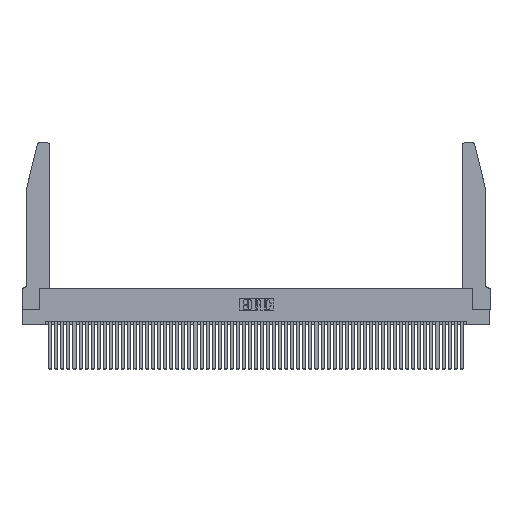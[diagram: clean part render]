
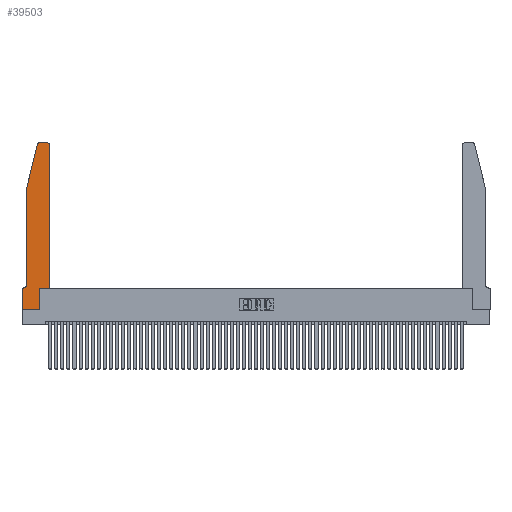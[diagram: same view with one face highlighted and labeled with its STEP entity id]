
A CAD part, top view. The second image highlights one B-rep face of the part: STEP entity #39503.
In plain terms, the highlighted planar face has unit normal (0, 0, 1).
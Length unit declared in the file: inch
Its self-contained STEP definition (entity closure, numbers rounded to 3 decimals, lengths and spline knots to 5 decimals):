
#1013 = VERTEX_POINT ( 'NONE', #37552 ) ;
#1231 = CARTESIAN_POINT ( 'NONE',  ( 0.4505, 0.35, 0.37 ) ) ;
#1463 = DIRECTION ( 'NONE',  ( -0.239, -0.971, 0. ) ) ;
#1627 = VECTOR ( 'NONE', #25663, 39.37008 ) ;
#1854 = CARTESIAN_POINT ( 'NONE',  ( 0., 0., 0.37 ) ) ;
#2608 = VERTEX_POINT ( 'NONE', #28705 ) ;
#2628 = EDGE_CURVE ( 'NONE', #43570, #9822, #46371, .T. ) ;
#2693 = DIRECTION ( 'NONE',  ( -1., 0., 0. ) ) ;
#3204 = DIRECTION ( 'NONE',  ( 1., 0., 0. ) ) ;
#3705 = ORIENTED_EDGE ( 'NONE', *, *, #22395, .T. ) ;
#6868 = ORIENTED_EDGE ( 'NONE', *, *, #46547, .T. ) ;
#6966 = VERTEX_POINT ( 'NONE', #44474 ) ;
#7993 = CARTESIAN_POINT ( 'NONE',  ( 0.0755, 2., 0.37 ) ) ;
#8920 = EDGE_CURVE ( 'NONE', #6966, #18970, #24097, .T. ) ;
#8961 = EDGE_CURVE ( 'NONE', #10317, #24223, #45136, .T. ) ;
#9188 = CARTESIAN_POINT ( 'NONE',  ( 0.284, 2.72, 0.37 ) ) ;
#9740 = ORIENTED_EDGE ( 'NONE', *, *, #8961, .T. ) ;
#9822 = VERTEX_POINT ( 'NONE', #50109 ) ;
#10153 = LINE ( 'NONE', #28479, #31553 ) ;
#10162 = EDGE_CURVE ( 'NONE', #24029, #51771, #48576, .T. ) ;
#10317 = VERTEX_POINT ( 'NONE', #11170 ) ;
#11170 = CARTESIAN_POINT ( 'NONE',  ( 0.4505, 0.35, 0.37 ) ) ;
#11853 = DIRECTION ( 'NONE',  ( 0., 0., -1. ) ) ;
#12699 = VECTOR ( 'NONE', #52384, 39.37008 ) ;
#12846 = VERTEX_POINT ( 'NONE', #13731 ) ;
#13624 = DIRECTION ( 'NONE',  ( 1., 0., 0. ) ) ;
#13731 = CARTESIAN_POINT ( 'NONE',  ( 0., 0.35, 0.37 ) ) ;
#13754 = DIRECTION ( 'NONE',  ( 1., 0., 0. ) ) ;
#13836 = ORIENTED_EDGE ( 'NONE', *, *, #36708, .T. ) ;
#13851 = ORIENTED_EDGE ( 'NONE', *, *, #52439, .T. ) ;
#14026 = CARTESIAN_POINT ( 'NONE',  ( 0.4505, 2.72, 0.37 ) ) ;
#14455 = CARTESIAN_POINT ( 'NONE',  ( 0.0755, 2., 0.37 ) ) ;
#14608 = LINE ( 'NONE', #33965, #1627 ) ;
#16043 = AXIS2_PLACEMENT_3D ( 'NONE', #24749, #29005, #3204 ) ;
#16183 = EDGE_LOOP ( 'NONE', ( #3705, #36513, #45651, #13851, #38472, #45545, #40403, #51539, #42296, #13836, #9740, #6868 ) ) ;
#16197 = DIRECTION ( 'NONE',  ( 0., 0., 1. ) ) ;
#16639 = CARTESIAN_POINT ( 'NONE',  ( 0.0755, 2., 0.37 ) ) ;
#17969 = VERTEX_POINT ( 'NONE', #32867 ) ;
#18970 = VERTEX_POINT ( 'NONE', #35172 ) ;
#22395 = EDGE_CURVE ( 'NONE', #2608, #17969, #10153, .T. ) ;
#22752 = VECTOR ( 'NONE', #27447, 39.37008 ) ;
#22828 = CARTESIAN_POINT ( 'NONE',  ( 0.2865, 0.35, 0.37 ) ) ;
#23282 = CIRCLE ( 'NONE', #44207, 0.03 ) ;
#24029 = VERTEX_POINT ( 'NONE', #38155 ) ;
#24097 = LINE ( 'NONE', #22828, #12699 ) ;
#24223 = VERTEX_POINT ( 'NONE', #14026 ) ;
#24729 = EDGE_CURVE ( 'NONE', #17969, #24029, #40283, .T. ) ;
#24749 = CARTESIAN_POINT ( 'NONE',  ( 0., 0.35, 0.37 ) ) ;
#25200 = VECTOR ( 'NONE', #13754, 39.37008 ) ;
#25532 = CARTESIAN_POINT ( 'NONE',  ( 0.0755, 0.42, 0.37 ) ) ;
#25663 = DIRECTION ( 'NONE',  ( -1., 0., 0. ) ) ;
#27447 = DIRECTION ( 'NONE',  ( 0., 1., 0. ) ) ;
#28479 = CARTESIAN_POINT ( 'NONE',  ( 0.2605, 2.75, 0.37 ) ) ;
#28705 = CARTESIAN_POINT ( 'NONE',  ( 0.4205, 2.75, 0.37 ) ) ;
#29005 = DIRECTION ( 'NONE',  ( 0., 0., 1. ) ) ;
#29199 = VECTOR ( 'NONE', #31919, 39.37008 ) ;
#29598 = EDGE_CURVE ( 'NONE', #9822, #12846, #14608, .T. ) ;
#30690 = LINE ( 'NONE', #7993, #52959 ) ;
#31544 = FACE_OUTER_BOUND ( 'NONE', #16183, .T. ) ;
#31553 = VECTOR ( 'NONE', #2693, 39.37008 ) ;
#31919 = DIRECTION ( 'NONE',  ( 1., 0., 0. ) ) ;
#32867 = CARTESIAN_POINT ( 'NONE',  ( 0.284, 2.75, 0.37 ) ) ;
#33965 = CARTESIAN_POINT ( 'NONE',  ( 0.0755, 0.35, 0.37 ) ) ;
#35134 = AXIS2_PLACEMENT_3D ( 'NONE', #9188, #39001, #13624 ) ;
#35172 = CARTESIAN_POINT ( 'NONE',  ( 0.2865, 0.35, 0.37 ) ) ;
#36405 = LINE ( 'NONE', #51570, #25200 ) ;
#36513 = ORIENTED_EDGE ( 'NONE', *, *, #24729, .T. ) ;
#36708 = EDGE_CURVE ( 'NONE', #18970, #10317, #36405, .T. ) ;
#37354 = CARTESIAN_POINT ( 'NONE',  ( 0.0055, 0.42, 0.37 ) ) ;
#37459 = VECTOR ( 'NONE', #1463, 39.37008 ) ;
#37552 = CARTESIAN_POINT ( 'NONE',  ( 0., 0., 0.37 ) ) ;
#38155 = CARTESIAN_POINT ( 'NONE',  ( 0.25487, 2.72718, 0.37 ) ) ;
#38472 = ORIENTED_EDGE ( 'NONE', *, *, #2628, .T. ) ;
#39001 = DIRECTION ( 'NONE',  ( 0., 0., 1. ) ) ;
#39395 = VECTOR ( 'NONE', #49453, 39.37008 ) ;
#39503 = ADVANCED_FACE ( 'NONE', ( #31544 ), #54080, .T. ) ;
#40283 = CIRCLE ( 'NONE', #35134, 0.03 ) ;
#40403 = ORIENTED_EDGE ( 'NONE', *, *, #43924, .T. ) ;
#41534 = CARTESIAN_POINT ( 'NONE',  ( 0.4205, 2.72, 0.37 ) ) ;
#41554 = DIRECTION ( 'NONE',  ( -1., 0., 0. ) ) ;
#41679 = LINE ( 'NONE', #1854, #29199 ) ;
#42296 = ORIENTED_EDGE ( 'NONE', *, *, #8920, .T. ) ;
#43570 = VERTEX_POINT ( 'NONE', #25532 ) ;
#43924 = EDGE_CURVE ( 'NONE', #12846, #1013, #50531, .T. ) ;
#44207 = AXIS2_PLACEMENT_3D ( 'NONE', #41534, #16197, #45748 ) ;
#44474 = CARTESIAN_POINT ( 'NONE',  ( 0.2865, 0., 0.37 ) ) ;
#45136 = LINE ( 'NONE', #1231, #22752 ) ;
#45545 = ORIENTED_EDGE ( 'NONE', *, *, #29598, .T. ) ;
#45651 = ORIENTED_EDGE ( 'NONE', *, *, #10162, .T. ) ;
#45748 = DIRECTION ( 'NONE',  ( 1., 0., 0. ) ) ;
#46371 = CIRCLE ( 'NONE', #54666, 0.07 ) ;
#46547 = EDGE_CURVE ( 'NONE', #24223, #2608, #23282, .T. ) ;
#47742 = EDGE_CURVE ( 'NONE', #1013, #6966, #41679, .T. ) ;
#48576 = LINE ( 'NONE', #14455, #37459 ) ;
#49282 = CARTESIAN_POINT ( 'NONE',  ( 0., 0., 0.37 ) ) ;
#49453 = DIRECTION ( 'NONE',  ( 0., -1., 0. ) ) ;
#50109 = CARTESIAN_POINT ( 'NONE',  ( 0.0055, 0.35, 0.37 ) ) ;
#50482 = DIRECTION ( 'NONE',  ( 0., -1., 0. ) ) ;
#50531 = LINE ( 'NONE', #49282, #39395 ) ;
#51539 = ORIENTED_EDGE ( 'NONE', *, *, #47742, .T. ) ;
#51570 = CARTESIAN_POINT ( 'NONE',  ( 0.4505, 0.35, 0.37 ) ) ;
#51771 = VERTEX_POINT ( 'NONE', #16639 ) ;
#52384 = DIRECTION ( 'NONE',  ( 0., 1., 0. ) ) ;
#52439 = EDGE_CURVE ( 'NONE', #51771, #43570, #30690, .T. ) ;
#52959 = VECTOR ( 'NONE', #50482, 39.37008 ) ;
#54080 = PLANE ( 'NONE',  #16043 ) ;
#54666 = AXIS2_PLACEMENT_3D ( 'NONE', #37354, #11853, #41554 ) ;
